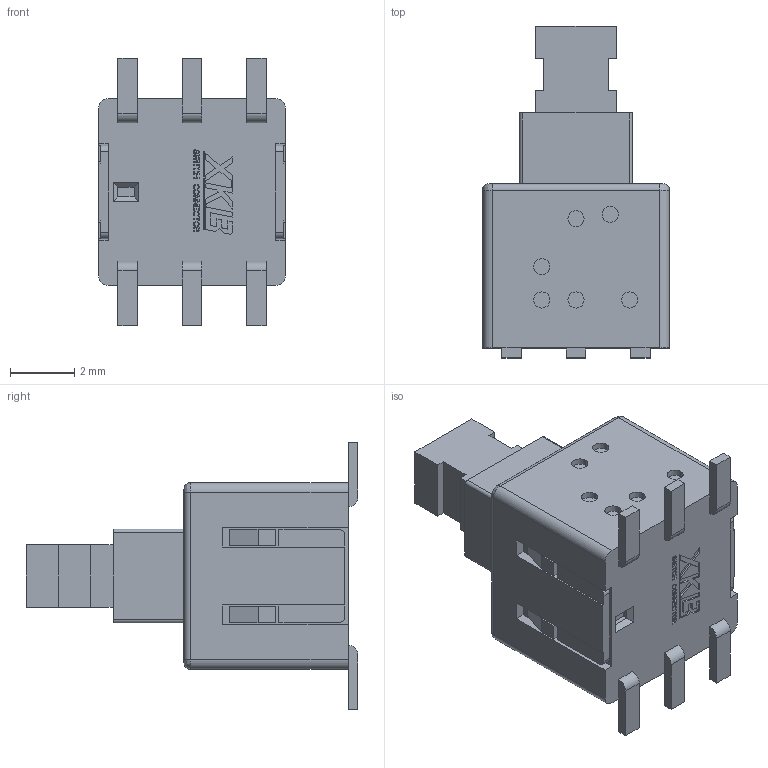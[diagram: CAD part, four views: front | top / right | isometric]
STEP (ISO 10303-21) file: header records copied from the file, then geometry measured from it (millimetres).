
FILE_DESCRIPTION(('STEP AP242'),'1');
FILE_NAME('xkb5858-z-tp.stp','2025-02-10T23:04:43',('TraceParts'),('TraceParts S.A.'),'Spatial InterOp 3D',' ',' ');
FILE_SCHEMA(('AP242_MANAGED_MODEL_BASED_3D_ENGINEERING_MIM_LF {1 0 10303 442 1 1 4}'));
Length unit declared in the file: millimetre
Products named in the file (1): xkb5858-z-tp
Bounding box: 5.8 x 10.3 x 8.3 mm (x, y, z)
Volume: 205.8 mm3; surface area: 270.4 mm2
Topology: 1 solids, 1 shells, 609 faces, 1680 edges, 1112 vertices
Faces by surface type: plane 553, cylinder 52, bspline 4
Entity records: 19109 total; most frequent: CARTESIAN_POINT 3462, ORIENTED_EDGE 3360, DIRECTION 3000, EDGE_CURVE 1680, LINE 1572, VECTOR 1572, VERTEX_POINT 1112, AXIS2_PLACEMENT_3D 714
